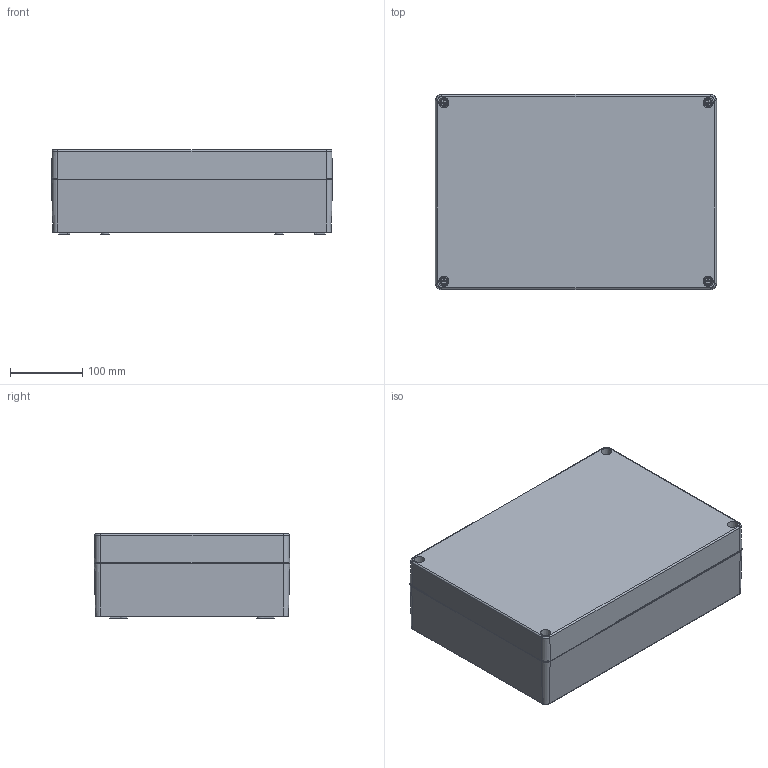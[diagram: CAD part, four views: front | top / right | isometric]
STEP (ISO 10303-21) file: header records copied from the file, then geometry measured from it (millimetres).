
FILE_DESCRIPTION( ( 'STEP AP214' ), ' ' );
FILE_NAME( '15101201.stp', '2016-04-11T14:34:31', ( '' ), ( '' ), ' ', 'PARTsolutions', ' ' );
FILE_SCHEMA( ( 'AUTOMOTIVE_DESIGN { 1 0 10303 214 1 1 1 1 }' ) );
Length unit declared in the file: millimetre
Products named in the file (4): 15101201; _Kasten_TK AL 3625-11; _Deckel_TK AL 3625-11; _Schraube_TK_AL m6x25
Assembly tree (6 placements, depth 2):
  15101201
    _Kasten_TK AL 3625-11
    _Deckel_TK AL 3625-11
    _Schraube_TK_AL m6x25  x4
Bounding box: 388 x 270 x 117 mm (x, y, z)
Volume: 1726572.1 mm3; surface area: 746335.4 mm2
Topology: 6 solids, 6 shells, 498 faces, 1166 edges, 764 vertices
Faces by surface type: plane 260, cone 182, cylinder 40, torus 16
Full cylindrical faces by diameter (mm): 3.242 x10, 4.917 x9, 5.25 x4, 6 x4
Entity records: 15402 total; most frequent: DIRECTION 2154, CARTESIAN_POINT 2044, ORIENTED_EDGE 1770, EDGE_CURVE 885, AXIS2_PLACEMENT_3D 844, VERTEX_POINT 658, EDGE_LOOP 635, LINE 466
